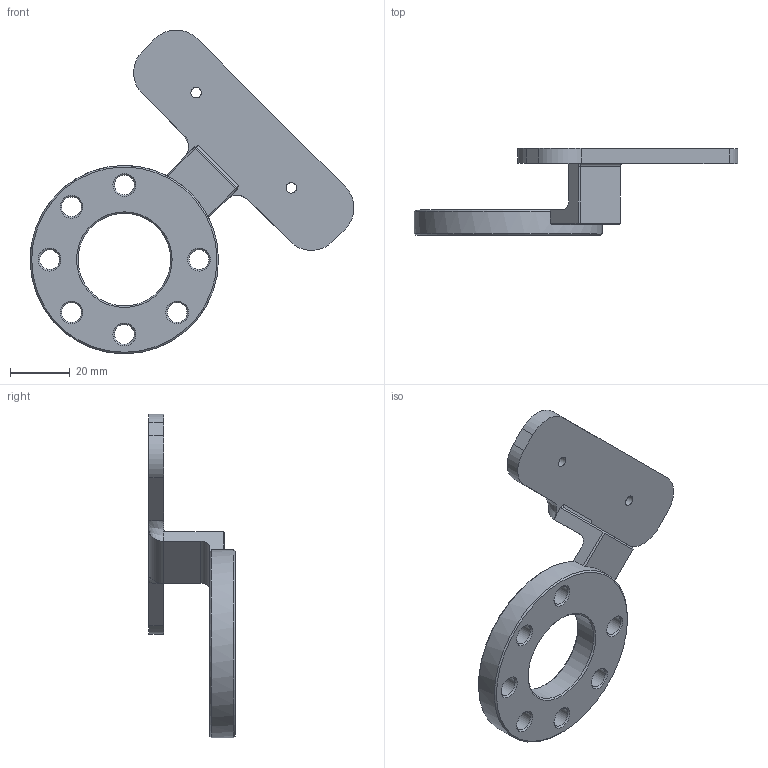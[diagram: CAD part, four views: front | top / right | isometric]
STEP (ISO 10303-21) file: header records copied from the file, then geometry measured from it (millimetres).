
FILE_DESCRIPTION(/* description */ (''),/* implementation_level */ '2;1');
FILE_NAME(/* name */ 'ur5e_intel_realsense_robotiq_flange.stp',/* time_stamp */ '2020-12-22T10:18:19+01:00',/* author */ ('NILY'),/* organization */ (''),/* preprocessor_version */ 'ST-DEVELOPER v18',/* originating_system */ 'Autodesk Inventor 2020',/* authorisation */ '');
FILE_SCHEMA (('AUTOMOTIVE_DESIGN { 1 0 10303 214 3 1 1 }'));
Length unit declared in the file: millimetre
Products named in the file (1): ur5e_intel_realsense_robotiq_flange
Bounding box: 108.28 x 29 x 108.28 mm (x, y, z)
Volume: 32312.1 mm3; surface area: 14776.9 mm2
Topology: 1 solids, 1 shells, 65 faces, 169 edges, 110 vertices
Faces by surface type: plane 23, cone 20, cylinder 20, bspline 2
Full cylindrical faces by diameter (mm): 3.5 x2, 6 x2, 6.6 x7, 31 x1, 63 x1
Entity records: 2338 total; most frequent: CARTESIAN_POINT 621, DIRECTION 362, ORIENTED_EDGE 334, EDGE_CURVE 167, AXIS2_PLACEMENT_3D 141, VERTEX_POINT 106, EDGE_LOOP 87, LINE 80
